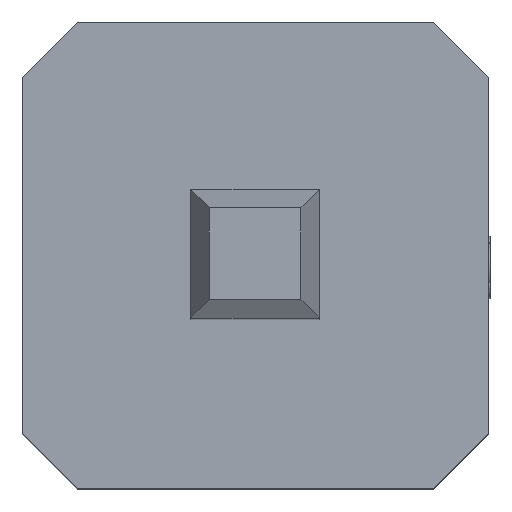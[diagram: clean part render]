
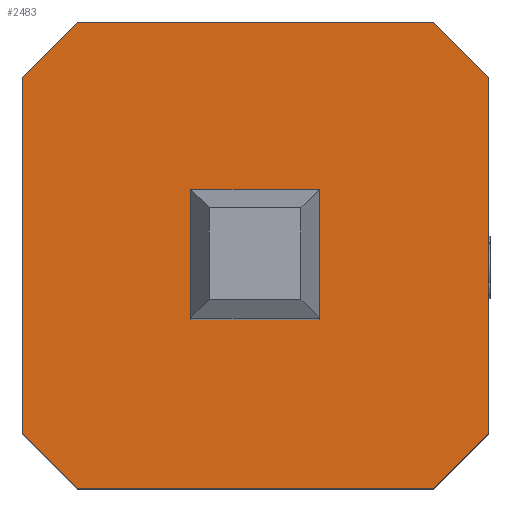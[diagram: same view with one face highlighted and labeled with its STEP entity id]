
A CAD part, top view. The second image highlights one B-rep face of the part: STEP entity #2483.
In plain terms, the highlighted planar face has unit normal (0, 0, 1).
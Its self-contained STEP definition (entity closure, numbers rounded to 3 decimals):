
#16 = ORIENTED_EDGE ( 'NONE', *, *, #4194, .T. ) ;
#27 = VERTEX_POINT ( 'NONE', #1047 ) ;
#34 = DIRECTION ( 'NONE',  ( 1., 0., 0. ) ) ;
#80 = CARTESIAN_POINT ( 'NONE',  ( -1.27, -0.97, 4.1 ) ) ;
#83 = VECTOR ( 'NONE', #5302, 1000. ) ;
#84 = ORIENTED_EDGE ( 'NONE', *, *, #1643, .F. ) ;
#164 = AXIS2_PLACEMENT_3D ( 'NONE', #2374, #3737, #34 ) ;
#315 = LINE ( 'NONE', #4743, #4310 ) ;
#623 = CARTESIAN_POINT ( 'NONE',  ( 0.35, -0.35, 4.1 ) ) ;
#703 = DIRECTION ( 'NONE',  ( -0.707, -0.707, 0. ) ) ;
#1042 = CARTESIAN_POINT ( 'NONE',  ( 0.97, -1.27, 4.1 ) ) ;
#1047 = CARTESIAN_POINT ( 'NONE',  ( 0.97, 1.27, 4.1 ) ) ;
#1138 = VECTOR ( 'NONE', #3440, 1000. ) ;
#1488 = ORIENTED_EDGE ( 'NONE', *, *, #5866, .F. ) ;
#1540 = ORIENTED_EDGE ( 'NONE', *, *, #5041, .T. ) ;
#1643 = EDGE_CURVE ( 'NONE', #2474, #5773, #9140, .T. ) ;
#1645 = CARTESIAN_POINT ( 'NONE',  ( 1.27, 0.97, 4.1 ) ) ;
#1678 = EDGE_CURVE ( 'NONE', #2527, #7253, #7710, .T. ) ;
#1692 = CARTESIAN_POINT ( 'NONE',  ( -1.27, -0.97, 4.1 ) ) ;
#1763 = VECTOR ( 'NONE', #9051, 1000. ) ;
#2036 = EDGE_CURVE ( 'NONE', #6194, #27, #3603, .T. ) ;
#2156 = CARTESIAN_POINT ( 'NONE',  ( -0.97, -1.27, 4.1 ) ) ;
#2238 = CARTESIAN_POINT ( 'NONE',  ( 0., -0.35, 4.1 ) ) ;
#2331 = CARTESIAN_POINT ( 'NONE',  ( -1.27, 0.97, 4.1 ) ) ;
#2374 = CARTESIAN_POINT ( 'NONE',  ( 0., 0., 4.1 ) ) ;
#2474 = VERTEX_POINT ( 'NONE', #5748 ) ;
#2483 = ADVANCED_FACE ( 'NONE', ( #3515, #6694 ), #2961, .T. ) ;
#2527 = VERTEX_POINT ( 'NONE', #6166 ) ;
#2729 = VERTEX_POINT ( 'NONE', #623 ) ;
#2860 = LINE ( 'NONE', #5714, #1138 ) ;
#2961 = PLANE ( 'NONE',  #164 ) ;
#2993 = EDGE_CURVE ( 'NONE', #7196, #4344, #3755, .T. ) ;
#3178 = ORIENTED_EDGE ( 'NONE', *, *, #4181, .T. ) ;
#3206 = VERTEX_POINT ( 'NONE', #2156 ) ;
#3282 = LINE ( 'NONE', #9251, #7076 ) ;
#3320 = VECTOR ( 'NONE', #703, 1000. ) ;
#3440 = DIRECTION ( 'NONE',  ( -1., 0., 0. ) ) ;
#3515 = FACE_OUTER_BOUND ( 'NONE', #9498, .T. ) ;
#3603 = LINE ( 'NONE', #5738, #4183 ) ;
#3737 = DIRECTION ( 'NONE',  ( 0., 0., 1. ) ) ;
#3755 = LINE ( 'NONE', #5167, #3320 ) ;
#3762 = ORIENTED_EDGE ( 'NONE', *, *, #2993, .T. ) ;
#4150 = ORIENTED_EDGE ( 'NONE', *, *, #7252, .T. ) ;
#4177 = DIRECTION ( 'NONE',  ( -0.707, 0.707, 0. ) ) ;
#4181 = EDGE_CURVE ( 'NONE', #6506, #3206, #9358, .T. ) ;
#4183 = VECTOR ( 'NONE', #4177, 1000. ) ;
#4194 = EDGE_CURVE ( 'NONE', #27, #7196, #315, .T. ) ;
#4235 = CARTESIAN_POINT ( 'NONE',  ( 1.27, 0.97, 4.1 ) ) ;
#4240 = LINE ( 'NONE', #9480, #83 ) ;
#4310 = VECTOR ( 'NONE', #6251, 1000. ) ;
#4330 = VERTEX_POINT ( 'NONE', #8016 ) ;
#4344 = VERTEX_POINT ( 'NONE', #8714 ) ;
#4363 = CARTESIAN_POINT ( 'NONE',  ( -0.97, 1.27, 4.1 ) ) ;
#4595 = DIRECTION ( 'NONE',  ( 0., 1., 0. ) ) ;
#4743 = CARTESIAN_POINT ( 'NONE',  ( -0.97, 1.27, 4.1 ) ) ;
#4757 = ORIENTED_EDGE ( 'NONE', *, *, #1678, .T. ) ;
#4851 = DIRECTION ( 'NONE',  ( 0.707, -0.707, 0. ) ) ;
#5041 = EDGE_CURVE ( 'NONE', #7253, #6194, #8319, .T. ) ;
#5167 = CARTESIAN_POINT ( 'NONE',  ( -1.27, 0.97, 4.1 ) ) ;
#5302 = DIRECTION ( 'NONE',  ( 0., 1., 0. ) ) ;
#5555 = ORIENTED_EDGE ( 'NONE', *, *, #8085, .F. ) ;
#5653 = EDGE_CURVE ( 'NONE', #5773, #2729, #9018, .T. ) ;
#5714 = CARTESIAN_POINT ( 'NONE',  ( 0., 0.35, 4.1 ) ) ;
#5738 = CARTESIAN_POINT ( 'NONE',  ( 0.97, 1.27, 4.1 ) ) ;
#5748 = CARTESIAN_POINT ( 'NONE',  ( -0.35, 0.35, 4.1 ) ) ;
#5773 = VERTEX_POINT ( 'NONE', #8421 ) ;
#5866 = EDGE_CURVE ( 'NONE', #4330, #2474, #2860, .T. ) ;
#6026 = VECTOR ( 'NONE', #7529, 1000. ) ;
#6056 = DIRECTION ( 'NONE',  ( 1., 0., 0. ) ) ;
#6166 = CARTESIAN_POINT ( 'NONE',  ( 0.97, -1.27, 4.1 ) ) ;
#6194 = VERTEX_POINT ( 'NONE', #4235 ) ;
#6208 = ORIENTED_EDGE ( 'NONE', *, *, #5653, .F. ) ;
#6251 = DIRECTION ( 'NONE',  ( -1., 0., 0. ) ) ;
#6506 = VERTEX_POINT ( 'NONE', #80 ) ;
#6694 = FACE_BOUND ( 'NONE', #6748, .T. ) ;
#6748 = EDGE_LOOP ( 'NONE', ( #5555, #6208, #84, #1488 ) ) ;
#7076 = VECTOR ( 'NONE', #6056, 1000. ) ;
#7196 = VERTEX_POINT ( 'NONE', #4363 ) ;
#7252 = EDGE_CURVE ( 'NONE', #4344, #6506, #7727, .T. ) ;
#7253 = VERTEX_POINT ( 'NONE', #7679 ) ;
#7269 = ORIENTED_EDGE ( 'NONE', *, *, #2036, .T. ) ;
#7529 = DIRECTION ( 'NONE',  ( 0., -1., 0. ) ) ;
#7583 = VECTOR ( 'NONE', #4851, 1000. ) ;
#7679 = CARTESIAN_POINT ( 'NONE',  ( 1.27, -0.97, 4.1 ) ) ;
#7710 = LINE ( 'NONE', #1042, #8450 ) ;
#7727 = LINE ( 'NONE', #2331, #6026 ) ;
#8016 = CARTESIAN_POINT ( 'NONE',  ( 0.35, 0.35, 4.1 ) ) ;
#8085 = EDGE_CURVE ( 'NONE', #2729, #4330, #4240, .T. ) ;
#8266 = CARTESIAN_POINT ( 'NONE',  ( -0.35, 0., 4.1 ) ) ;
#8319 = LINE ( 'NONE', #1645, #8598 ) ;
#8408 = DIRECTION ( 'NONE',  ( 0.707, 0.707, 0. ) ) ;
#8421 = CARTESIAN_POINT ( 'NONE',  ( -0.35, -0.35, 4.1 ) ) ;
#8450 = VECTOR ( 'NONE', #8408, 1000. ) ;
#8559 = EDGE_CURVE ( 'NONE', #3206, #2527, #3282, .T. ) ;
#8598 = VECTOR ( 'NONE', #4595, 1000. ) ;
#8714 = CARTESIAN_POINT ( 'NONE',  ( -1.27, 0.97, 4.1 ) ) ;
#8865 = ORIENTED_EDGE ( 'NONE', *, *, #8559, .T. ) ;
#8969 = DIRECTION ( 'NONE',  ( 1., 0., 0. ) ) ;
#9018 = LINE ( 'NONE', #2238, #9081 ) ;
#9051 = DIRECTION ( 'NONE',  ( 0., -1., 0. ) ) ;
#9081 = VECTOR ( 'NONE', #8969, 1000. ) ;
#9140 = LINE ( 'NONE', #8266, #1763 ) ;
#9251 = CARTESIAN_POINT ( 'NONE',  ( -0.97, -1.27, 4.1 ) ) ;
#9358 = LINE ( 'NONE', #1692, #7583 ) ;
#9480 = CARTESIAN_POINT ( 'NONE',  ( 0.35, 0., 4.1 ) ) ;
#9498 = EDGE_LOOP ( 'NONE', ( #3178, #8865, #4757, #1540, #7269, #16, #3762, #4150 ) ) ;
